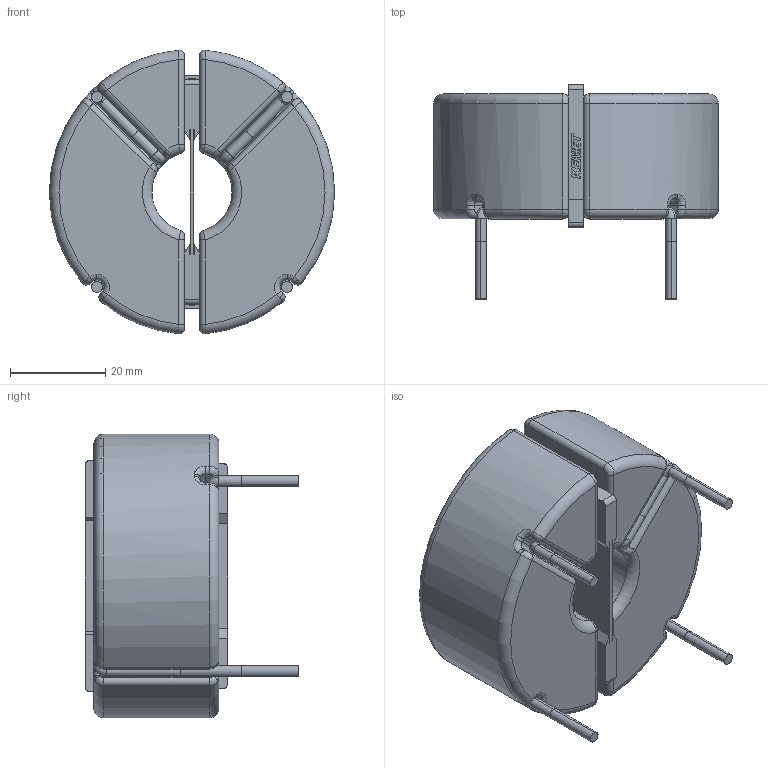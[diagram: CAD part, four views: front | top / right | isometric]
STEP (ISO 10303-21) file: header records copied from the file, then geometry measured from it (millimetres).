
FILE_DESCRIPTION (( 'STEP AP214' ), '1' );
FILE_NAME ('SC-20-100.STEP', '2019-01-31T06:17:03', ( '' ), ( '' ), 'SwSTEP 2.0', 'SolidWorks 2018', '' );
FILE_SCHEMA (( 'AUTOMOTIVE_DESIGN' ));
Length unit declared in the file: millimetre
Products named in the file (1): SC-20-100
Bounding box: 60 x 45 x 59.73 mm (x, y, z)
Volume: 66794 mm3; surface area: 16217.1 mm2
Topology: 1 solids, 1 shells, 348 faces, 905 edges, 562 vertices
Faces by surface type: plane 141, cylinder 101, torus 52, bspline 48, cone 6
Entity records: 16835 total; most frequent: CARTESIAN_POINT 4970, ORIENTED_EDGE 1810, DIRECTION 1555, EDGE_CURVE 905, AXIS2_PLACEMENT_3D 593, VERTEX_POINT 562, VECTOR 369, LINE 369
